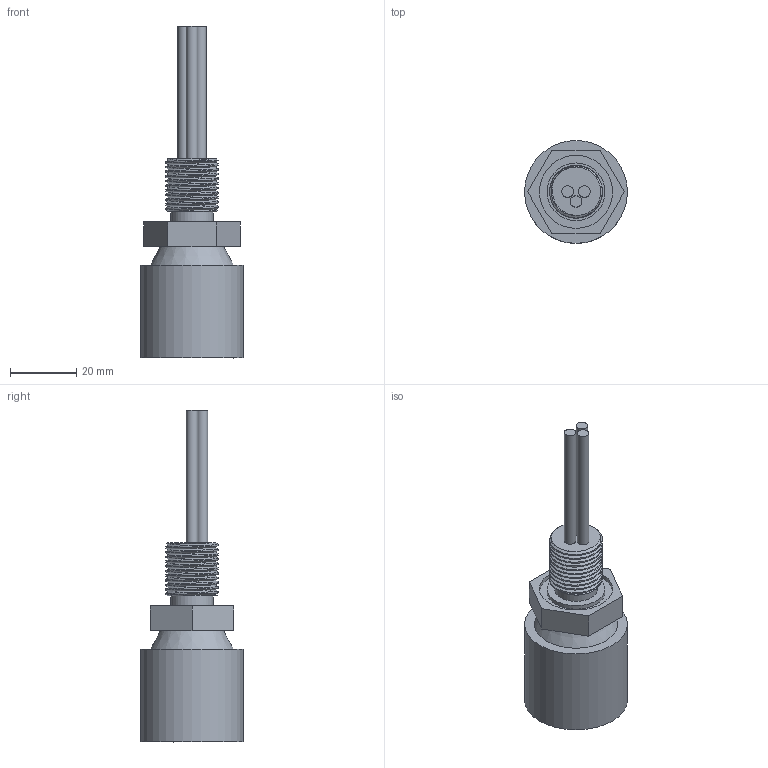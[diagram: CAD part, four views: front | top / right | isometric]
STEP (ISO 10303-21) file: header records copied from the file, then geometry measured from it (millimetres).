
FILE_DESCRIPTION(/* description */ (''),/* implementation_level */ '2;1');
FILE_NAME(/* name */ 'BHB3F.stp',/* time_stamp */ '2014-11-24T12:41:15+01:00',/* author */ ('sh'),/* organization */ (''),/* preprocessor_version */ 'ST-DEVELOPER v15.2',/* originating_system */ 'Autodesk Inventor 2014',/* authorisation */ '');
FILE_SCHEMA (('AUTOMOTIVE_DESIGN { 1 0 10303 214 3 1 1 }'));
Length unit declared in the file: millimetre
Products named in the file (1): BHB3F
Bounding box: 31 x 31 x 100 mm (x, y, z)
Volume: 30463.3 mm3; surface area: 9688.1 mm2
Topology: 1 solids, 1 shells, 97 faces, 237 edges, 158 vertices
Faces by surface type: plane 49, bspline 33, cylinder 12, cone 3
Full cylindrical faces by diameter (mm): 3.2 x1, 3.5 x3, 4.8 x3, 12.875 x1, 17.4 x1, 22 x1, 31 x1
Entity records: 5093 total; most frequent: CARTESIAN_POINT 2935, ORIENTED_EDGE 450, DIRECTION 310, EDGE_CURVE 225, VERTEX_POINT 158, EDGE_LOOP 125, LINE 124, VECTOR 124
